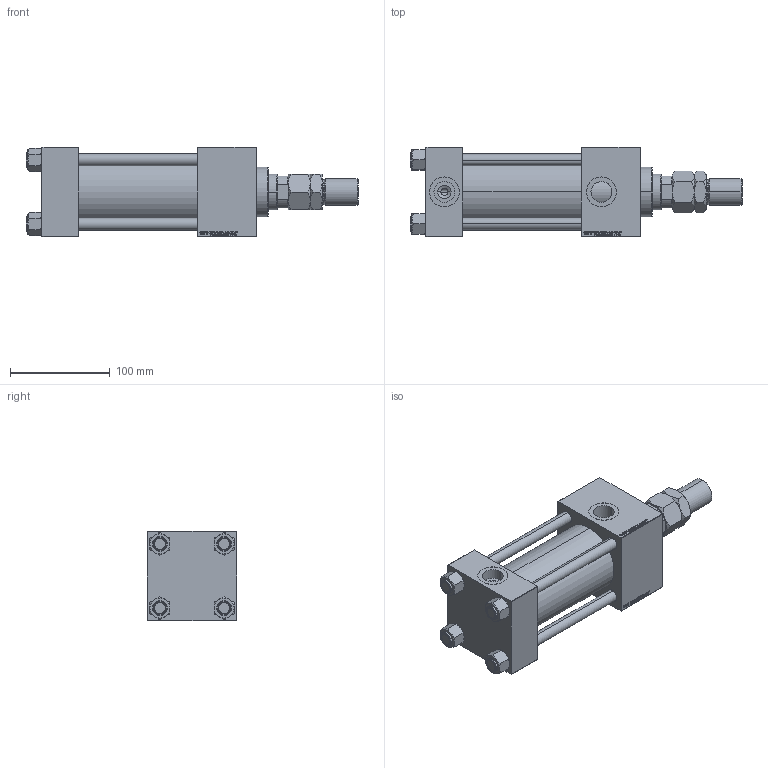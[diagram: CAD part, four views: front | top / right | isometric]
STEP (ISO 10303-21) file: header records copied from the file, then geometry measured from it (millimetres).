
FILE_DESCRIPTION (( 'STEP AP203' ), '1' );
FILE_NAME ('36b6.STEP', '2023-08-23T03:22:55', ( '' ), ( '' ), 'SwSTEP 2.0', 'SolidWorks 2019', '' );
FILE_SCHEMA (( 'CONFIG_CONTROL_DESIGN' ));
Length unit declared in the file: millimetre
Products named in the file (7): V215CR_C_Body a64662a15cc986fb116a328e09de8830; MTA a64662a15cc986fb116a328e09de8830; NUT_M5_C a64662a15cc986fb116a328e09de8830; V215CR_VCP_C a64662a15cc986fb116a328e09de8830; V215_VC_A a64662a15cc986fb116a328e09de8830; 36b6; V215CR_C_TYCINKA a64662a15cc986fb116a328e09de8830
Assembly tree (12 placements, depth 2):
  36b6
    V215CR_C_Body a64662a15cc986fb116a328e09de8830
    V215CR_VCP_C a64662a15cc986fb116a328e09de8830
    NUT_M5_C a64662a15cc986fb116a328e09de8830  x4
    V215CR_C_TYCINKA a64662a15cc986fb116a328e09de8830  x4
    V215_VC_A a64662a15cc986fb116a328e09de8830
    MTA a64662a15cc986fb116a328e09de8830
Bounding box: 333 x 90 x 90 mm (x, y, z)
Volume: 1151686.6 mm3; surface area: 234407.5 mm2
Topology: 12 solids, 12 shells, 1197 faces, 2977 edges, 1921 vertices
Faces by surface type: plane 541, bspline 392, cone 164, cylinder 90, torus 10
Entity records: 51870 total; most frequent: CARTESIAN_POINT 27711, ORIENTED_EDGE 5446, DIRECTION 3485, EDGE_CURVE 2723, VERTEX_POINT 1777, LINE 1611, VECTOR 1611, EDGE_LOOP 1206
